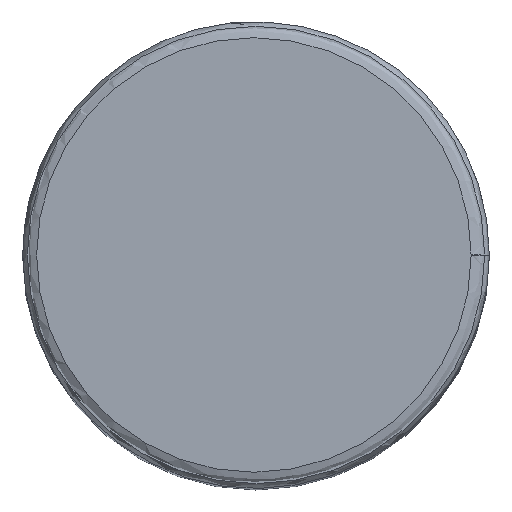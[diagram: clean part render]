
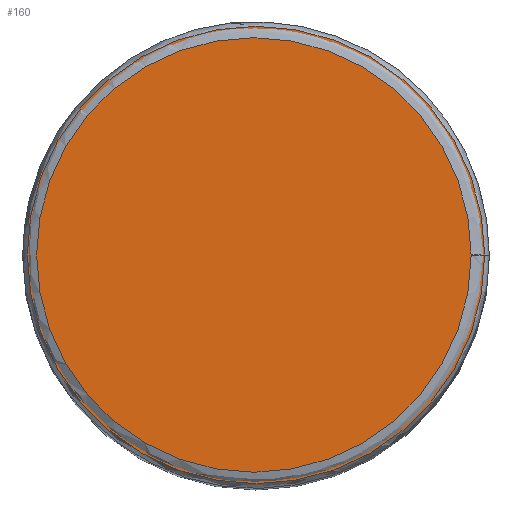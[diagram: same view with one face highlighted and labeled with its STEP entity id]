
A CAD part, top view. The second image highlights one B-rep face of the part: STEP entity #160.
In plain terms, the highlighted planar face has unit normal (0, 0, 1).
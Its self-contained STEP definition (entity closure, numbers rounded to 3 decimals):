
#26=PLANE('',#194);
#35=FACE_OUTER_BOUND('',#50,.T.);
#50=EDGE_LOOP('',(#120));
#74=CIRCLE('',#192,2.45);
#85=VERTEX_POINT('',#272);
#97=EDGE_CURVE('',#85,#85,#74,.T.);
#120=ORIENTED_EDGE('',*,*,#97,.T.);
#160=ADVANCED_FACE('',(#35),#26,.T.);
#192=AXIS2_PLACEMENT_3D('',#273,#219,#220);
#194=AXIS2_PLACEMENT_3D('',#277,#224,#225);
#219=DIRECTION('center_axis',(0.,0.,1.));
#220=DIRECTION('ref_axis',(1.,0.,0.));
#224=DIRECTION('center_axis',(0.,0.,1.));
#225=DIRECTION('ref_axis',(1.,0.,0.));
#272=CARTESIAN_POINT('',(-2.45,0.,9.95));
#273=CARTESIAN_POINT('Origin',(0.,0.,9.95));
#277=CARTESIAN_POINT('Origin',(0.,0.,9.95));
